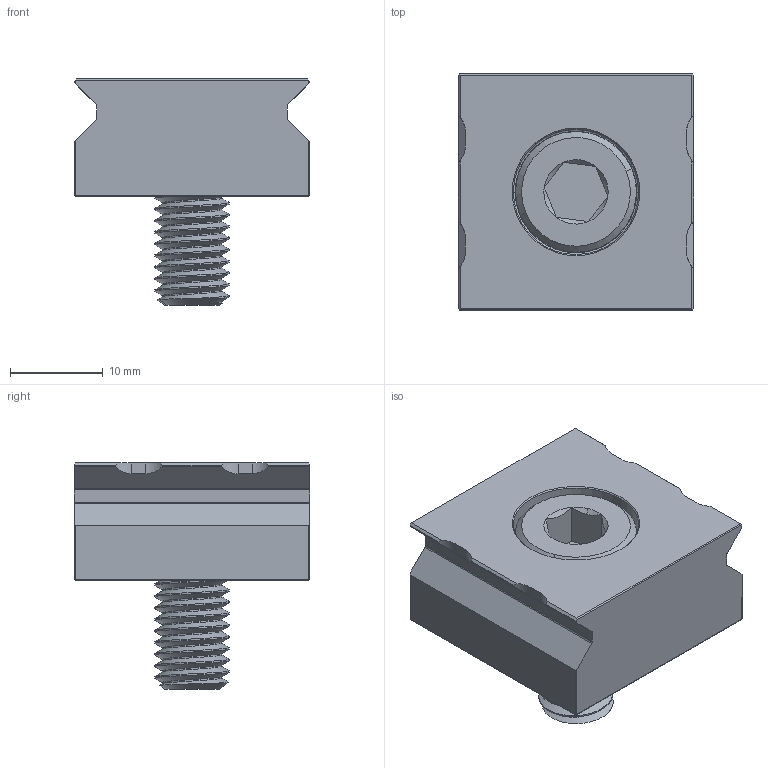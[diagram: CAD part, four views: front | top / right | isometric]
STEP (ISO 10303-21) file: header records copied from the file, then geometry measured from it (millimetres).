
FILE_DESCRIPTION (( 'STEP AP214' ), '1' );
FILE_NAME ('33150.STEP', '2016-08-09T14:24:23', ( 'Mike W' ), ( '' ), 'SwSTEP 2.0', 'SolidWorks 2016', '' );
FILE_SCHEMA (( 'AUTOMOTIVE_DESIGN' ));
Length unit declared in the file: inch
Products named in the file (3): M816MM SHCS_M816MM SHCS; 321501_321501; 33150
Assembly tree (2 placements, depth 2):
  33150
    321501_321501
    M816MM SHCS_M816MM SHCS
Bounding box: 25.4 x 25.4 x 24.33 mm (x, y, z)
Volume: 7813.7 mm3; surface area: 4224.4 mm2
Topology: 2 solids, 2 shells, 151 faces, 392 edges, 248 vertices
Faces by surface type: cylinder 71, plane 57, cone 19, torus 2, bspline 2
Entity records: 6004 total; most frequent: CARTESIAN_POINT 2543, ORIENTED_EDGE 784, DIRECTION 624, EDGE_CURVE 392, VERTEX_POINT 248, AXIS2_PLACEMENT_3D 211, VECTOR 202, LINE 202
